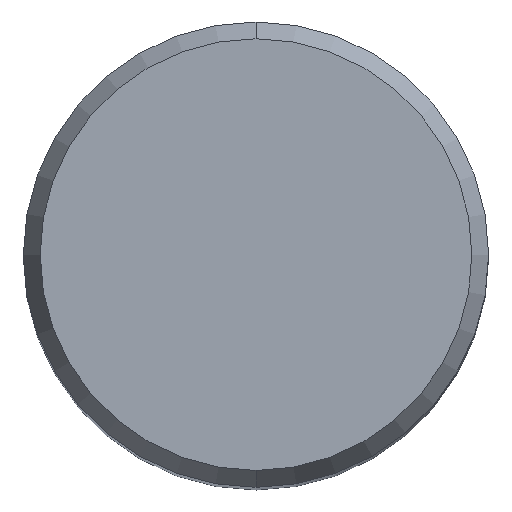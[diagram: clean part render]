
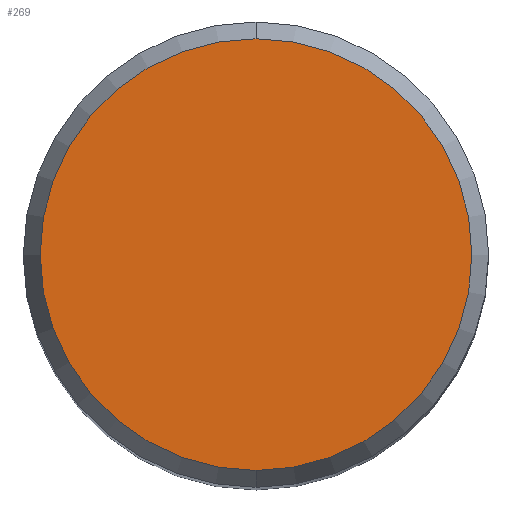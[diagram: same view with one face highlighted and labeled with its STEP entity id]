
A CAD part, top view. The second image highlights one B-rep face of the part: STEP entity #269.
In plain terms, the highlighted planar face has unit normal (0, 0, 1).
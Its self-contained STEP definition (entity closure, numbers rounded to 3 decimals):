
#207=EDGE_CURVE('',#375,#319,#503,.T.);
#269=ADVANCED_FACE('',(#570),#571,.T.);
#303=EDGE_CURVE('',#319,#375,#608,.T.);
#319=VERTEX_POINT('',#627);
#375=VERTEX_POINT('',#687);
#503=CIRCLE('',#827,7.423);
#570=FACE_OUTER_BOUND('',#1002,.T.);
#571=PLANE('',#1003);
#608=CIRCLE('',#1104,7.423);
#627=CARTESIAN_POINT('',(0.,-7.423,52.402));
#687=CARTESIAN_POINT('',(0.0,7.423,52.402));
#827=AXIS2_PLACEMENT_3D('',#1465,#1466,#1467);
#1002=EDGE_LOOP('',(#1535,#1536));
#1003=AXIS2_PLACEMENT_3D('',#1537,#1538,#1539);
#1104=AXIS2_PLACEMENT_3D('',#1574,#1575,#1576);
#1465=CARTESIAN_POINT('',(0.0,0.0,52.402));
#1466=DIRECTION('',(0.0,0.0,-1.0));
#1467=DIRECTION('',(0.0,1.0,0.0));
#1535=ORIENTED_EDGE('',*,*,#207,.F.);
#1536=ORIENTED_EDGE('',*,*,#303,.F.);
#1537=CARTESIAN_POINT('',(0.0,3.711,52.402));
#1538=DIRECTION('',(-0.0,0.0,1.0));
#1539=DIRECTION('',(0.0,-1.0,0.0));
#1574=CARTESIAN_POINT('',(0.0,0.0,52.402));
#1575=DIRECTION('',(0.0,0.0,-1.0));
#1576=DIRECTION('',(0.0,1.0,0.0));
